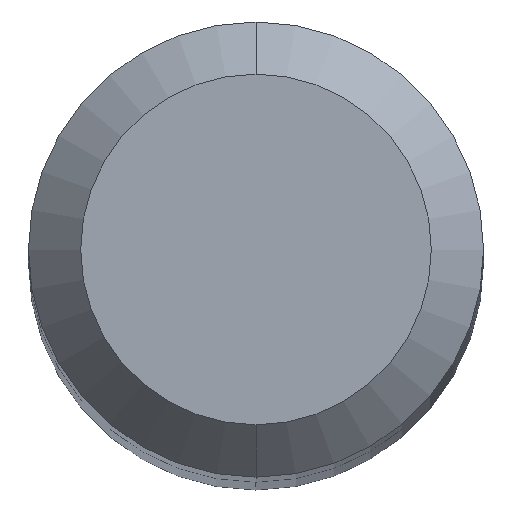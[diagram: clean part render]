
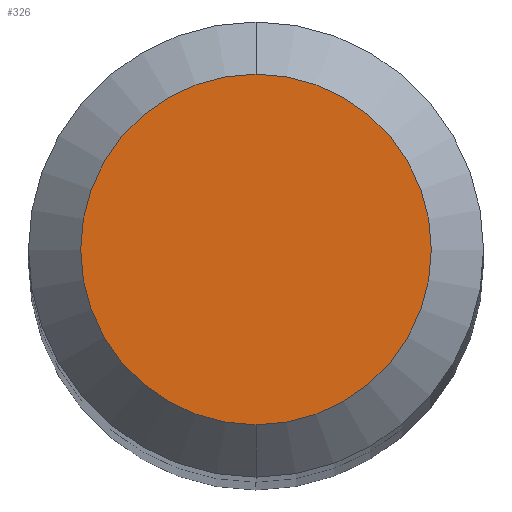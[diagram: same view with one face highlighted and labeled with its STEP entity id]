
A CAD part, top view. The second image highlights one B-rep face of the part: STEP entity #326.
In plain terms, the highlighted planar face has unit normal (0, 0, 1).
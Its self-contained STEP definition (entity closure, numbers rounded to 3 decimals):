
#79 = EDGE_CURVE ( 'NONE', #332, #269, #144, .T. ) ;
#84 = AXIS2_PLACEMENT_3D ( 'NONE', #160, #240, #109 ) ;
#92 = EDGE_CURVE ( 'NONE', #269, #332, #192, .T. ) ;
#109 = DIRECTION ( 'NONE',  ( 0., 1., 0. ) ) ;
#121 = DIRECTION ( 'NONE',  ( 0., 0., -1. ) ) ;
#136 = AXIS2_PLACEMENT_3D ( 'NONE', #275, #121, #256 ) ;
#144 = CIRCLE ( 'NONE', #136, 2.35 ) ;
#152 = EDGE_LOOP ( 'NONE', ( #239, #299 ) ) ;
#160 = CARTESIAN_POINT ( 'NONE',  ( 0., 0., 101. ) ) ;
#177 = DIRECTION ( 'NONE',  ( 0., 1., 0. ) ) ;
#192 = CIRCLE ( 'NONE', #284, 2.35 ) ;
#211 = CARTESIAN_POINT ( 'NONE',  ( 0., -2.35, 101. ) ) ;
#229 = FACE_OUTER_BOUND ( 'NONE', #152, .T. ) ;
#233 = DIRECTION ( 'NONE',  ( 0., 0., -1. ) ) ;
#238 = PLANE ( 'NONE',  #84 ) ;
#239 = ORIENTED_EDGE ( 'NONE', *, *, #92, .F. ) ;
#240 = DIRECTION ( 'NONE',  ( 0., 0., -1. ) ) ;
#248 = CARTESIAN_POINT ( 'NONE',  ( 0., 2.35, 101. ) ) ;
#256 = DIRECTION ( 'NONE',  ( 0., 1., 0. ) ) ;
#259 = CARTESIAN_POINT ( 'NONE',  ( 0., 0., 101. ) ) ;
#269 = VERTEX_POINT ( 'NONE', #248 ) ;
#275 = CARTESIAN_POINT ( 'NONE',  ( 0., 0., 101. ) ) ;
#284 = AXIS2_PLACEMENT_3D ( 'NONE', #259, #233, #177 ) ;
#299 = ORIENTED_EDGE ( 'NONE', *, *, #79, .F. ) ;
#326 = ADVANCED_FACE ( 'NONE', ( #229 ), #238, .F. ) ;
#332 = VERTEX_POINT ( 'NONE', #211 ) ;
